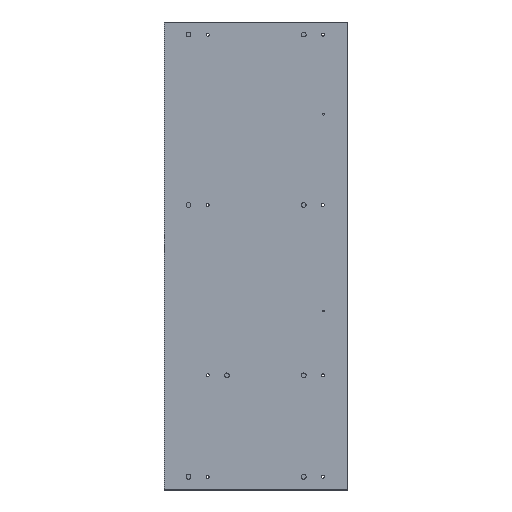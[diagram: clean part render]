
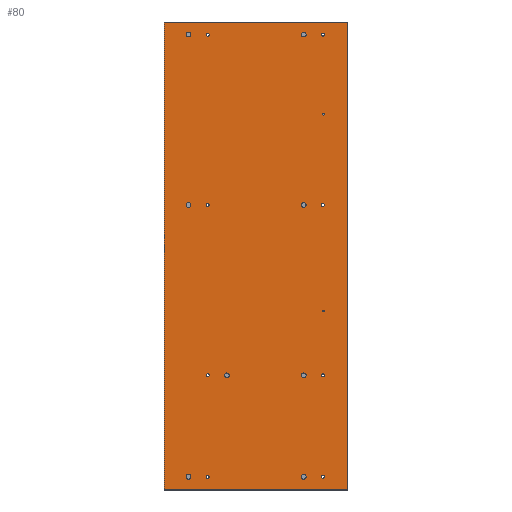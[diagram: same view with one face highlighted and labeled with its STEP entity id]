
A CAD part, left-side view. The second image highlights one B-rep face of the part: STEP entity #80.
In plain terms, the highlighted planar face has unit normal (-1, 0, 0).
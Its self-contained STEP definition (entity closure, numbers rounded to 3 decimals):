
#80=ADVANCED_FACE('',(#196,#197,#198,#199,#200,#201,#202,#203,#204,#205,#206,#207,#208,#209,#210,#211,#212,#213,#214),#215,.T.);
#196=FACE_BOUND('',#393,.T.);
#197=FACE_BOUND('',#394,.T.);
#198=FACE_BOUND('',#395,.T.);
#199=FACE_BOUND('',#396,.T.);
#200=FACE_BOUND('',#397,.T.);
#201=FACE_BOUND('',#398,.T.);
#202=FACE_BOUND('',#399,.T.);
#203=FACE_BOUND('',#400,.T.);
#204=FACE_BOUND('',#401,.T.);
#205=FACE_BOUND('',#402,.T.);
#206=FACE_BOUND('',#403,.T.);
#207=FACE_BOUND('',#404,.T.);
#208=FACE_BOUND('',#405,.T.);
#209=FACE_BOUND('',#406,.T.);
#210=FACE_BOUND('',#407,.T.);
#211=FACE_BOUND('',#408,.T.);
#212=FACE_BOUND('',#409,.T.);
#213=FACE_BOUND('',#410,.T.);
#214=FACE_OUTER_BOUND('',#411,.T.);
#215=PLANE('',#412);
#393=EDGE_LOOP('',(#591));
#394=EDGE_LOOP('',(#592));
#395=EDGE_LOOP('',(#593));
#396=EDGE_LOOP('',(#594));
#397=EDGE_LOOP('',(#595));
#398=EDGE_LOOP('',(#596));
#399=EDGE_LOOP('',(#597));
#400=EDGE_LOOP('',(#598));
#401=EDGE_LOOP('',(#599));
#402=EDGE_LOOP('',(#600));
#403=EDGE_LOOP('',(#601));
#404=EDGE_LOOP('',(#602));
#405=EDGE_LOOP('',(#603));
#406=EDGE_LOOP('',(#604));
#407=EDGE_LOOP('',(#605));
#408=EDGE_LOOP('',(#606));
#409=EDGE_LOOP('',(#607));
#410=EDGE_LOOP('',(#608));
#411=EDGE_LOOP('',(#609,#610,#611,#612));
#412=AXIS2_PLACEMENT_3D('',#613,#614,#615);
#591=ORIENTED_EDGE('',*,*,#908,.T.);
#592=ORIENTED_EDGE('',*,*,#909,.T.);
#593=ORIENTED_EDGE('',*,*,#910,.F.);
#594=ORIENTED_EDGE('',*,*,#911,.F.);
#595=ORIENTED_EDGE('',*,*,#912,.F.);
#596=ORIENTED_EDGE('',*,*,#913,.F.);
#597=ORIENTED_EDGE('',*,*,#914,.F.);
#598=ORIENTED_EDGE('',*,*,#915,.F.);
#599=ORIENTED_EDGE('',*,*,#916,.F.);
#600=ORIENTED_EDGE('',*,*,#917,.F.);
#601=ORIENTED_EDGE('',*,*,#918,.T.);
#602=ORIENTED_EDGE('',*,*,#919,.T.);
#603=ORIENTED_EDGE('',*,*,#920,.T.);
#604=ORIENTED_EDGE('',*,*,#921,.T.);
#605=ORIENTED_EDGE('',*,*,#922,.T.);
#606=ORIENTED_EDGE('',*,*,#923,.T.);
#607=ORIENTED_EDGE('',*,*,#924,.T.);
#608=ORIENTED_EDGE('',*,*,#925,.T.);
#609=ORIENTED_EDGE('',*,*,#905,.F.);
#610=ORIENTED_EDGE('',*,*,#926,.F.);
#611=ORIENTED_EDGE('',*,*,#900,.F.);
#612=ORIENTED_EDGE('',*,*,#896,.F.);
#613=CARTESIAN_POINT('',(682.5,17.5,390.0));
#614=DIRECTION('',(-1.0,0.0,0.0));
#615=DIRECTION('',(0.0,0.0,-1.0));
#896=EDGE_CURVE('',#1014,#1016,#1017,.T.);
#900=EDGE_CURVE('',#1016,#1022,#1023,.T.);
#905=EDGE_CURVE('',#1029,#1014,#1031,.T.);
#908=EDGE_CURVE('',#1034,#1034,#1035,.T.);
#909=EDGE_CURVE('',#1036,#1036,#1037,.T.);
#910=EDGE_CURVE('',#1038,#1038,#1039,.T.);
#911=EDGE_CURVE('',#1040,#1040,#1041,.T.);
#912=EDGE_CURVE('',#1042,#1042,#1043,.T.);
#913=EDGE_CURVE('',#1044,#1044,#1045,.T.);
#914=EDGE_CURVE('',#1046,#1046,#1047,.T.);
#915=EDGE_CURVE('',#1048,#1048,#1049,.T.);
#916=EDGE_CURVE('',#1050,#1050,#1051,.T.);
#917=EDGE_CURVE('',#1052,#1052,#1053,.T.);
#918=EDGE_CURVE('',#1054,#1054,#1055,.T.);
#919=EDGE_CURVE('',#1056,#1056,#1057,.T.);
#920=EDGE_CURVE('',#1058,#1058,#1059,.T.);
#921=EDGE_CURVE('',#1060,#1060,#1061,.T.);
#922=EDGE_CURVE('',#1062,#1062,#1063,.T.);
#923=EDGE_CURVE('',#1064,#1064,#1065,.T.);
#924=EDGE_CURVE('',#1066,#1066,#1067,.T.);
#925=EDGE_CURVE('',#1068,#1068,#1069,.T.);
#926=EDGE_CURVE('',#1022,#1029,#1070,.T.);
#1014=VERTEX_POINT('',#1192);
#1016=VERTEX_POINT('',#1195);
#1017=LINE('',#1196,#1197);
#1022=VERTEX_POINT('',#1204);
#1023=LINE('',#1205,#1206);
#1029=VERTEX_POINT('',#1214);
#1031=LINE('',#1217,#1218);
#1034=VERTEX_POINT('',#1222);
#1035=CIRCLE('',#1223,1.25);
#1036=VERTEX_POINT('',#1224);
#1037=CIRCLE('',#1225,1.25);
#1038=VERTEX_POINT('',#1226);
#1039=CIRCLE('',#1227,2.5);
#1040=VERTEX_POINT('',#1228);
#1041=CIRCLE('',#1229,2.5);
#1042=VERTEX_POINT('',#1230);
#1043=CIRCLE('',#1231,2.5);
#1044=VERTEX_POINT('',#1232);
#1045=CIRCLE('',#1233,2.5);
#1046=VERTEX_POINT('',#1234);
#1047=CIRCLE('',#1235,2.5);
#1048=VERTEX_POINT('',#1236);
#1049=CIRCLE('',#1237,2.5);
#1050=VERTEX_POINT('',#1238);
#1051=CIRCLE('',#1239,2.5);
#1052=VERTEX_POINT('',#1240);
#1053=CIRCLE('',#1241,2.5);
#1054=VERTEX_POINT('',#1242);
#1055=CIRCLE('',#1243,4.0);
#1056=VERTEX_POINT('',#1244);
#1057=CIRCLE('',#1245,4.0);
#1058=VERTEX_POINT('',#1246);
#1059=CIRCLE('',#1247,4.0);
#1060=VERTEX_POINT('',#1248);
#1061=CIRCLE('',#1249,4.0);
#1062=VERTEX_POINT('',#1250);
#1063=CIRCLE('',#1251,4.0);
#1064=VERTEX_POINT('',#1252);
#1065=CIRCLE('',#1253,4.0);
#1066=VERTEX_POINT('',#1254);
#1067=CIRCLE('',#1255,4.0);
#1068=VERTEX_POINT('',#1256);
#1069=CIRCLE('',#1257,4.0);
#1070=LINE('',#1258,#1259);
#1192=CARTESIAN_POINT('',(682.5,170.0,780.0));
#1195=CARTESIAN_POINT('',(682.5,-135.0,780.0));
#1196=CARTESIAN_POINT('',(682.5,17.5,780.0));
#1197=VECTOR('',#1405,1.0);
#1204=CARTESIAN_POINT('',(682.5,-135.0,0.0));
#1205=CARTESIAN_POINT('',(682.5,-135.0,390.0));
#1206=VECTOR('',#1408,1.0);
#1214=CARTESIAN_POINT('',(682.5,170.0,0.0));
#1217=CARTESIAN_POINT('',(682.5,170.0,390.0));
#1218=VECTOR('',#1412,1.0);
#1222=CARTESIAN_POINT('',(682.5,-96.25,298.0));
#1223=AXIS2_PLACEMENT_3D('',#1414,#1415,#1416);
#1224=CARTESIAN_POINT('',(682.5,-96.25,626.0));
#1225=AXIS2_PLACEMENT_3D('',#1417,#1418,#1419);
#1226=CARTESIAN_POINT('',(682.5,98.0,24.5));
#1227=AXIS2_PLACEMENT_3D('',#1420,#1421,#1422);
#1228=CARTESIAN_POINT('',(682.5,-94.0,24.5));
#1229=AXIS2_PLACEMENT_3D('',#1423,#1424,#1425);
#1230=CARTESIAN_POINT('',(682.5,98.0,193.5));
#1231=AXIS2_PLACEMENT_3D('',#1426,#1427,#1428);
#1232=CARTESIAN_POINT('',(682.5,-94.0,193.5));
#1233=AXIS2_PLACEMENT_3D('',#1429,#1430,#1431);
#1234=CARTESIAN_POINT('',(682.5,98.0,477.5));
#1235=AXIS2_PLACEMENT_3D('',#1432,#1433,#1434);
#1236=CARTESIAN_POINT('',(682.5,-94.0,477.5));
#1237=AXIS2_PLACEMENT_3D('',#1435,#1436,#1437);
#1238=CARTESIAN_POINT('',(682.5,98.0,761.5));
#1239=AXIS2_PLACEMENT_3D('',#1438,#1439,#1440);
#1240=CARTESIAN_POINT('',(682.5,-94.0,761.5));
#1241=AXIS2_PLACEMENT_3D('',#1441,#1442,#1443);
#1242=CARTESIAN_POINT('',(682.5,134.0,759.0));
#1243=AXIS2_PLACEMENT_3D('',#1444,#1445,#1446);
#1244=CARTESIAN_POINT('',(682.5,-58.0,759.0));
#1245=AXIS2_PLACEMENT_3D('',#1447,#1448,#1449);
#1246=CARTESIAN_POINT('',(682.5,134.0,475.0));
#1247=AXIS2_PLACEMENT_3D('',#1450,#1451,#1452);
#1248=CARTESIAN_POINT('',(682.5,-58.0,475.0));
#1249=AXIS2_PLACEMENT_3D('',#1453,#1454,#1455);
#1250=CARTESIAN_POINT('',(682.5,70.0,191.0));
#1251=AXIS2_PLACEMENT_3D('',#1456,#1457,#1458);
#1252=CARTESIAN_POINT('',(682.5,-58.0,191.0));
#1253=AXIS2_PLACEMENT_3D('',#1459,#1460,#1461);
#1254=CARTESIAN_POINT('',(682.5,134.0,22.0));
#1255=AXIS2_PLACEMENT_3D('',#1462,#1463,#1464);
#1256=CARTESIAN_POINT('',(682.5,-58.0,22.0));
#1257=AXIS2_PLACEMENT_3D('',#1465,#1466,#1467);
#1258=CARTESIAN_POINT('',(682.5,17.5,0.0));
#1259=VECTOR('',#1468,1.0);
#1405=DIRECTION('',(0.0,-1.0,0.0));
#1408=DIRECTION('',(0.0,0.0,-1.0));
#1412=DIRECTION('',(0.0,0.0,1.0));
#1414=CARTESIAN_POINT('',(682.5,-95.0,298.0));
#1415=DIRECTION('',(1.0,0.0,0.0));
#1416=DIRECTION('',(0.0,-1.0,0.0));
#1417=CARTESIAN_POINT('',(682.5,-95.0,626.0));
#1418=DIRECTION('',(1.0,0.0,0.0));
#1419=DIRECTION('',(0.0,-1.0,0.0));
#1420=CARTESIAN_POINT('',(682.5,98.0,22.0));
#1421=DIRECTION('',(-1.0,0.0,0.0));
#1422=DIRECTION('',(0.0,0.0,1.0));
#1423=CARTESIAN_POINT('',(682.5,-94.0,22.0));
#1424=DIRECTION('',(-1.0,0.0,0.0));
#1425=DIRECTION('',(0.0,0.0,1.0));
#1426=CARTESIAN_POINT('',(682.5,98.0,191.0));
#1427=DIRECTION('',(-1.0,0.0,0.0));
#1428=DIRECTION('',(0.0,0.0,1.0));
#1429=CARTESIAN_POINT('',(682.5,-94.0,191.0));
#1430=DIRECTION('',(-1.0,0.0,0.0));
#1431=DIRECTION('',(0.0,0.0,1.0));
#1432=CARTESIAN_POINT('',(682.5,98.0,475.0));
#1433=DIRECTION('',(-1.0,0.0,0.0));
#1434=DIRECTION('',(0.0,0.0,1.0));
#1435=CARTESIAN_POINT('',(682.5,-94.0,475.0));
#1436=DIRECTION('',(-1.0,0.0,0.0));
#1437=DIRECTION('',(0.0,0.0,1.0));
#1438=CARTESIAN_POINT('',(682.5,98.0,759.0));
#1439=DIRECTION('',(-1.0,0.0,0.0));
#1440=DIRECTION('',(0.0,0.0,1.0));
#1441=CARTESIAN_POINT('',(682.5,-94.0,759.0));
#1442=DIRECTION('',(-1.0,0.0,0.0));
#1443=DIRECTION('',(0.0,0.0,1.0));
#1444=CARTESIAN_POINT('',(682.5,130.0,759.0));
#1445=DIRECTION('',(1.0,0.,0.0));
#1446=DIRECTION('',(0.,1.0,0.0));
#1447=CARTESIAN_POINT('',(682.5,-62.0,759.0));
#1448=DIRECTION('',(1.0,0.,0.0));
#1449=DIRECTION('',(0.,1.0,0.0));
#1450=CARTESIAN_POINT('',(682.5,130.0,475.0));
#1451=DIRECTION('',(1.0,0.,0.0));
#1452=DIRECTION('',(0.,1.0,0.0));
#1453=CARTESIAN_POINT('',(682.5,-62.0,475.0));
#1454=DIRECTION('',(1.0,0.,0.0));
#1455=DIRECTION('',(0.,1.0,0.0));
#1456=CARTESIAN_POINT('',(682.5,66.0,191.0));
#1457=DIRECTION('',(1.0,0.,0.0));
#1458=DIRECTION('',(0.,1.0,0.0));
#1459=CARTESIAN_POINT('',(682.5,-62.0,191.0));
#1460=DIRECTION('',(1.0,0.,0.0));
#1461=DIRECTION('',(0.,1.0,0.0));
#1462=CARTESIAN_POINT('',(682.5,130.0,22.0));
#1463=DIRECTION('',(1.0,0.,0.0));
#1464=DIRECTION('',(0.,1.0,0.0));
#1465=CARTESIAN_POINT('',(682.5,-62.0,22.0));
#1466=DIRECTION('',(1.0,0.,0.0));
#1467=DIRECTION('',(0.,1.0,0.0));
#1468=DIRECTION('',(0.0,1.0,0.0));
